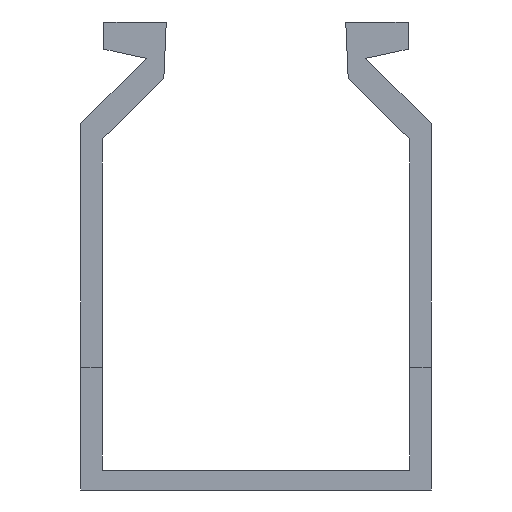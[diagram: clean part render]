
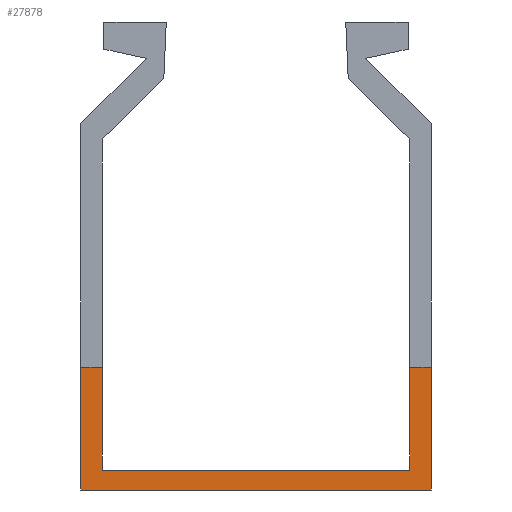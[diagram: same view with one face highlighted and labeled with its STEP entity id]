
A CAD part, front view. The second image highlights one B-rep face of the part: STEP entity #27878.
In plain terms, the highlighted planar face has unit normal (0, -1, 0).
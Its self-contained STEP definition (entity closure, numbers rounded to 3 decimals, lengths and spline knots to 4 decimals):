
#24668=FACE_OUTER_BOUND('',#34460,.T.);
#27878=ADVANCED_FACE('',(#24668),#31088,.F.);
#31088=PLANE('',#92207);
#34460=EDGE_LOOP('',(#65263,#65264,#65265,#65266,#65267,#65268,#65269,#65270));
#35785=LINE('',#110025,#45089);
#35949=LINE('',#110674,#45253);
#42116=LINE('',#123562,#51420);
#43095=LINE('',#125203,#52399);
#43101=LINE('',#125213,#52405);
#44081=LINE('',#126856,#53385);
#44085=LINE('',#126862,#53389);
#44086=LINE('',#126863,#53390);
#45089=VECTOR('',#93618,1.);
#45253=VECTOR('',#94104,1.);
#51420=VECTOR('',#104325,1.);
#52399=VECTOR('',#105318,1.);
#52405=VECTOR('',#105326,1.);
#53385=VECTOR('',#106320,1.);
#53389=VECTOR('',#106328,1.);
#53390=VECTOR('',#106329,1.);
#65263=ORIENTED_EDGE('',*,*,#88673,.T.);
#65264=ORIENTED_EDGE('',*,*,#88677,.T.);
#65265=ORIENTED_EDGE('',*,*,#87693,.F.);
#65266=ORIENTED_EDGE('',*,*,#80423,.F.);
#65267=ORIENTED_EDGE('',*,*,#87687,.T.);
#65268=ORIENTED_EDGE('',*,*,#88678,.T.);
#65269=ORIENTED_EDGE('',*,*,#86708,.F.);
#65270=ORIENTED_EDGE('',*,*,#80099,.F.);
#73683=VERTEX_POINT('',#110026);
#73684=VERTEX_POINT('',#110027);
#74007=VERTEX_POINT('',#110675);
#74008=VERTEX_POINT('',#110676);
#78701=VERTEX_POINT('',#123563);
#79355=VERTEX_POINT('',#125202);
#79359=VERTEX_POINT('',#125214);
#80014=VERTEX_POINT('',#126855);
#80099=EDGE_CURVE('',#73683,#73684,#35785,.T.);
#80423=EDGE_CURVE('',#74007,#74008,#35949,.T.);
#86708=EDGE_CURVE('',#73684,#78701,#42116,.T.);
#87687=EDGE_CURVE('',#74007,#79355,#43095,.T.);
#87693=EDGE_CURVE('',#74008,#79359,#43101,.T.);
#88673=EDGE_CURVE('',#73683,#80014,#44081,.T.);
#88677=EDGE_CURVE('',#80014,#79359,#44085,.T.);
#88678=EDGE_CURVE('',#79355,#78701,#44086,.T.);
#92207=AXIS2_PLACEMENT_3D('',#126864,#106330,#106331);
#93618=DIRECTION('',(1.,0.,0.));
#94104=DIRECTION('',(-1.,0.,0.));
#104325=DIRECTION('',(0.,0.,1.));
#105318=DIRECTION('',(0.,0.,1.));
#105326=DIRECTION('',(0.,0.,1.));
#106320=DIRECTION('',(0.,0.,1.));
#106328=DIRECTION('',(-1.,0.,0.));
#106329=DIRECTION('',(-1.,0.,0.));
#106330=DIRECTION('',(0.,1.,0.));
#106331=DIRECTION('',(0.,0.,1.));
#110025=CARTESIAN_POINT('',(-0.425,0.,0.055));
#110026=CARTESIAN_POINT('',(-0.425,0.,0.055));
#110027=CARTESIAN_POINT('',(0.425,0.,0.055));
#110674=CARTESIAN_POINT('',(0.485,0.,0.));
#110675=CARTESIAN_POINT('',(0.485,0.,0.));
#110676=CARTESIAN_POINT('',(-0.485,0.,0.));
#123562=CARTESIAN_POINT('',(0.425,0.,0.055));
#123563=CARTESIAN_POINT('',(0.4251,0.,0.3396));
#125202=CARTESIAN_POINT('',(0.4851,0.,0.3396));
#125203=CARTESIAN_POINT('',(0.485,0.,0.));
#125213=CARTESIAN_POINT('',(-0.485,0.,0.));
#125214=CARTESIAN_POINT('',(-0.485,0.,0.3396));
#126855=CARTESIAN_POINT('',(-0.425,0.,0.3396));
#126856=CARTESIAN_POINT('',(-0.425,0.,0.055));
#126862=CARTESIAN_POINT('',(0.4208,0.,0.3397));
#126863=CARTESIAN_POINT('',(0.4208,0.,0.3396));
#126864=CARTESIAN_POINT('',(0.4208,0.,0.055));
